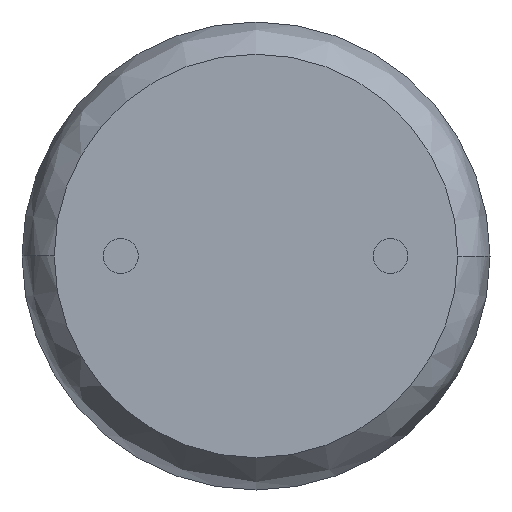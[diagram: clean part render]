
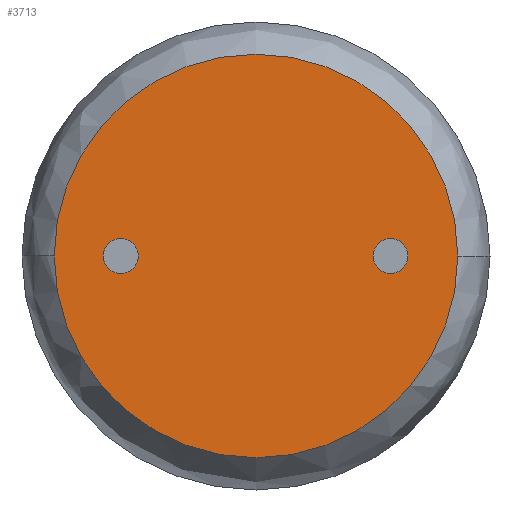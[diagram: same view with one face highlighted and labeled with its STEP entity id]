
A CAD part, front view. The second image highlights one B-rep face of the part: STEP entity #3713.
In plain terms, the highlighted planar face has unit normal (0, -1, 0).
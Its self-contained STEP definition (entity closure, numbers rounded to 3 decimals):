
#132 = CARTESIAN_POINT ( 'NONE',  ( 0., 0., 0. ) ) ;
#191 = DIRECTION ( 'NONE',  ( 0., -1., 0. ) ) ;
#197 = EDGE_CURVE ( 'NONE', #2198, #4526, #6643, .T. ) ;
#468 = EDGE_CURVE ( 'NONE', #7200, #3902, #697, .T. ) ;
#595 = DIRECTION ( 'NONE',  ( 0., -1., 0. ) ) ;
#697 = CIRCLE ( 'NONE', #5552, 0.325 ) ;
#846 = DIRECTION ( 'NONE',  ( 0., -1., 0. ) ) ;
#857 = CARTESIAN_POINT ( 'NONE',  ( -2.189, 0., 0. ) ) ;
#1000 = EDGE_CURVE ( 'NONE', #2518, #4304, #6653, .T. ) ;
#1347 = DIRECTION ( 'NONE',  ( 0., 0., -1. ) ) ;
#1845 = EDGE_CURVE ( 'NONE', #4526, #2198, #2093, .T. ) ;
#1940 = CARTESIAN_POINT ( 'NONE',  ( 0., 0., 0. ) ) ;
#2093 = CIRCLE ( 'NONE', #2939, 3.75 ) ;
#2109 = CARTESIAN_POINT ( 'NONE',  ( 2.5, 0., 0. ) ) ;
#2145 = CARTESIAN_POINT ( 'NONE',  ( 2.5, 0., 0. ) ) ;
#2153 = CARTESIAN_POINT ( 'NONE',  ( -2.514, 0., 0. ) ) ;
#2155 = DIRECTION ( 'NONE',  ( 0., 0., -1. ) ) ;
#2198 = VERTEX_POINT ( 'NONE', #5696 ) ;
#2217 = PLANE ( 'NONE',  #7574 ) ;
#2518 = VERTEX_POINT ( 'NONE', #8527 ) ;
#2622 = CIRCLE ( 'NONE', #5407, 0.325 ) ;
#2920 = AXIS2_PLACEMENT_3D ( 'NONE', #1940, #595, #3293 ) ;
#2939 = AXIS2_PLACEMENT_3D ( 'NONE', #7593, #8192, #4317 ) ;
#2969 = EDGE_CURVE ( 'NONE', #4304, #2518, #3324, .T. ) ;
#3293 = DIRECTION ( 'NONE',  ( 0., 0., -1. ) ) ;
#3324 = CIRCLE ( 'NONE', #4428, 0.325 ) ;
#3349 = DIRECTION ( 'NONE',  ( 0., 0., -1. ) ) ;
#3499 = EDGE_CURVE ( 'NONE', #3902, #7200, #2622, .T. ) ;
#3535 = FACE_BOUND ( 'NONE', #4778, .T. ) ;
#3614 = CARTESIAN_POINT ( 'NONE',  ( 3.75, 0., 0. ) ) ;
#3713 = ADVANCED_FACE ( 'NONE', ( #7466, #3535, #8022 ), #2217, .T. ) ;
#3902 = VERTEX_POINT ( 'NONE', #5474 ) ;
#4195 = DIRECTION ( 'NONE',  ( 0., -1., 0. ) ) ;
#4304 = VERTEX_POINT ( 'NONE', #857 ) ;
#4317 = DIRECTION ( 'NONE',  ( 0., 0., -1. ) ) ;
#4428 = AXIS2_PLACEMENT_3D ( 'NONE', #2153, #191, #3349 ) ;
#4526 = VERTEX_POINT ( 'NONE', #3614 ) ;
#4707 = DIRECTION ( 'NONE',  ( 0., 0., -1. ) ) ;
#4778 = EDGE_LOOP ( 'NONE', ( #6165, #5353 ) ) ;
#4873 = AXIS2_PLACEMENT_3D ( 'NONE', #7315, #4195, #2155 ) ;
#5330 = EDGE_LOOP ( 'NONE', ( #7014, #7758 ) ) ;
#5353 = ORIENTED_EDGE ( 'NONE', *, *, #2969, .F. ) ;
#5374 = DIRECTION ( 'NONE',  ( 0., -1., 0. ) ) ;
#5407 = AXIS2_PLACEMENT_3D ( 'NONE', #2109, #5374, #1347 ) ;
#5474 = CARTESIAN_POINT ( 'NONE',  ( 2.825, 0., 0. ) ) ;
#5541 = DIRECTION ( 'NONE',  ( 0., 0., -1. ) ) ;
#5552 = AXIS2_PLACEMENT_3D ( 'NONE', #2145, #8287, #5541 ) ;
#5696 = CARTESIAN_POINT ( 'NONE',  ( -3.75, 0., 0. ) ) ;
#5970 = ORIENTED_EDGE ( 'NONE', *, *, #1845, .T. ) ;
#6165 = ORIENTED_EDGE ( 'NONE', *, *, #1000, .F. ) ;
#6310 = CARTESIAN_POINT ( 'NONE',  ( 2.175, 0., 0. ) ) ;
#6643 = CIRCLE ( 'NONE', #2920, 3.75 ) ;
#6653 = CIRCLE ( 'NONE', #4873, 0.325 ) ;
#7014 = ORIENTED_EDGE ( 'NONE', *, *, #468, .F. ) ;
#7200 = VERTEX_POINT ( 'NONE', #6310 ) ;
#7315 = CARTESIAN_POINT ( 'NONE',  ( -2.514, 0., 0. ) ) ;
#7466 = FACE_BOUND ( 'NONE', #5330, .T. ) ;
#7574 = AXIS2_PLACEMENT_3D ( 'NONE', #132, #846, #4707 ) ;
#7593 = CARTESIAN_POINT ( 'NONE',  ( 0., 0., 0. ) ) ;
#7620 = ORIENTED_EDGE ( 'NONE', *, *, #197, .T. ) ;
#7758 = ORIENTED_EDGE ( 'NONE', *, *, #3499, .F. ) ;
#8022 = FACE_OUTER_BOUND ( 'NONE', #8379, .T. ) ;
#8192 = DIRECTION ( 'NONE',  ( 0., -1., 0. ) ) ;
#8287 = DIRECTION ( 'NONE',  ( 0., -1., 0. ) ) ;
#8379 = EDGE_LOOP ( 'NONE', ( #5970, #7620 ) ) ;
#8527 = CARTESIAN_POINT ( 'NONE',  ( -2.839, 0., 0. ) ) ;
